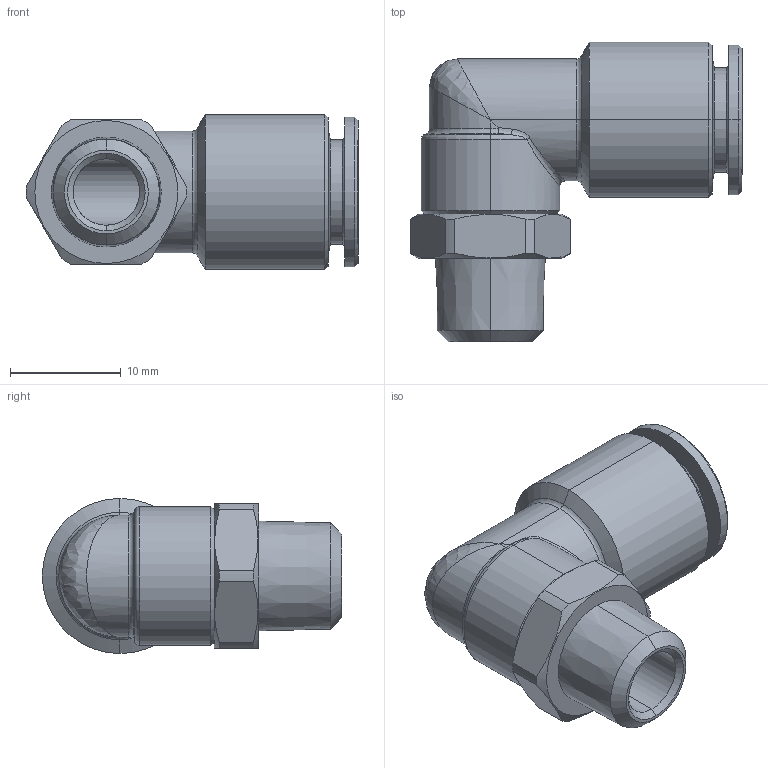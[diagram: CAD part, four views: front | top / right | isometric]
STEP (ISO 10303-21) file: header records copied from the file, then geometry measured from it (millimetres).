
FILE_DESCRIPTION (( 'STEP AP203' ), '1' );
FILE_NAME ('A0050041.STEP', '2009-11-20T09:04:29', ( 'Alain' ), ( 'Sopra-pneumatic' ), 'SwSTEP 2.0', 'SolidWorks 2009', '' );
FILE_SCHEMA (( 'CONFIG_CONTROL_DESIGN' ));
Length unit declared in the file: millimetre
Products named in the file (1): A0050041
Bounding box: 29.95 x 27 x 14 mm (x, y, z)
Volume: 3321.6 mm3; surface area: 2917.9 mm2
Topology: 1 solids, 1 shells, 83 faces, 186 edges, 107 vertices
Faces by surface type: cone 29, cylinder 27, plane 13, torus 8, bspline 6
Entity records: 3646 total; most frequent: CARTESIAN_POINT 1770, DIRECTION 390, ORIENTED_EDGE 368, EDGE_CURVE 184, AXIS2_PLACEMENT_3D 165, VERTEX_POINT 107, EDGE_LOOP 89, CIRCLE 87
